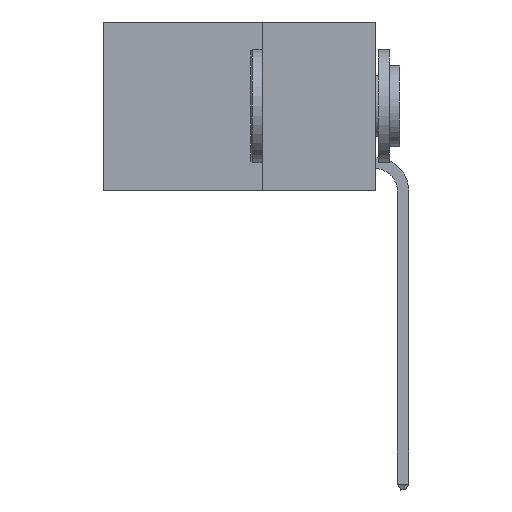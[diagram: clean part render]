
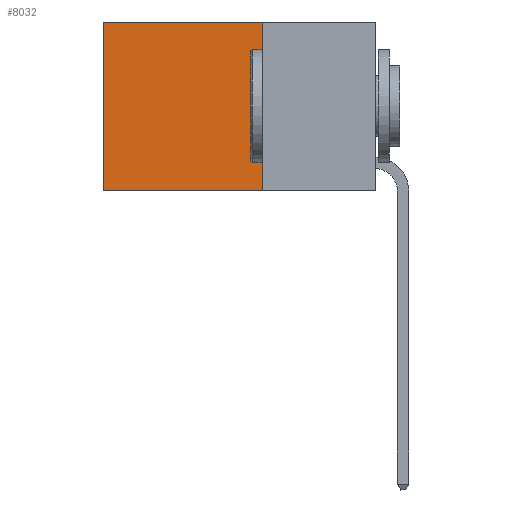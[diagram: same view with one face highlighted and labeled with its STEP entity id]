
A CAD part, left-side view. The second image highlights one B-rep face of the part: STEP entity #8032.
In plain terms, the highlighted planar face has unit normal (-1, 0, 0).
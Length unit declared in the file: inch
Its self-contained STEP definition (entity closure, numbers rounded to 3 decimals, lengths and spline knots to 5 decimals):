
#118 = VECTOR ( 'NONE', #17640, 39.37008 ) ;
#244 = EDGE_CURVE ( 'NONE', #16849, #10778, #17128, .T. ) ;
#633 = LINE ( 'NONE', #7567, #118 ) ;
#679 = EDGE_CURVE ( 'NONE', #9156, #16849, #12810, .T. ) ;
#1252 = VECTOR ( 'NONE', #3097, 39.37008 ) ;
#1809 = FACE_OUTER_BOUND ( 'NONE', #5380, .T. ) ;
#2655 = EDGE_CURVE ( 'NONE', #9156, #8523, #633, .T. ) ;
#2805 = CARTESIAN_POINT ( 'NONE',  ( 0.2625, 0.25, 0. ) ) ;
#2815 = ORIENTED_EDGE ( 'NONE', *, *, #15546, .T. ) ;
#3097 = DIRECTION ( 'NONE',  ( 0., 1., 0. ) ) ;
#3473 = DIRECTION ( 'NONE',  ( 0., 0., -1. ) ) ;
#3815 = AXIS2_PLACEMENT_3D ( 'NONE', #16222, #17602, #14538 ) ;
#4219 = CARTESIAN_POINT ( 'NONE',  ( 0.2625, 0.25, -0.37 ) ) ;
#4769 = LINE ( 'NONE', #10510, #15162 ) ;
#5127 = VECTOR ( 'NONE', #7115, 39.37008 ) ;
#5380 = EDGE_LOOP ( 'NONE', ( #2815, #14197, #18145, #8498 ) ) ;
#7115 = DIRECTION ( 'NONE',  ( 0., 0., -1. ) ) ;
#7567 = CARTESIAN_POINT ( 'NONE',  ( 0.2625, 0.25, 0. ) ) ;
#7722 = CARTESIAN_POINT ( 'NONE',  ( 0.2625, 0.25, 0. ) ) ;
#8032 = ADVANCED_FACE ( 'NONE', ( #1809 ), #13319, .F. ) ;
#8498 = ORIENTED_EDGE ( 'NONE', *, *, #2655, .T. ) ;
#8523 = VERTEX_POINT ( 'NONE', #16151 ) ;
#9156 = VERTEX_POINT ( 'NONE', #7722 ) ;
#10510 = CARTESIAN_POINT ( 'NONE',  ( 0.2625, 0.6, 0. ) ) ;
#10778 = VERTEX_POINT ( 'NONE', #12928 ) ;
#12810 = LINE ( 'NONE', #2805, #5127 ) ;
#12928 = CARTESIAN_POINT ( 'NONE',  ( 0.2625, 0.6, -0.37 ) ) ;
#13319 = PLANE ( 'NONE',  #3815 ) ;
#14197 = ORIENTED_EDGE ( 'NONE', *, *, #244, .F. ) ;
#14538 = DIRECTION ( 'NONE',  ( 0., 0., -1. ) ) ;
#15162 = VECTOR ( 'NONE', #3473, 39.37008 ) ;
#15546 = EDGE_CURVE ( 'NONE', #8523, #10778, #4769, .T. ) ;
#15669 = CARTESIAN_POINT ( 'NONE',  ( 0.2625, 0.25, -0.37 ) ) ;
#16151 = CARTESIAN_POINT ( 'NONE',  ( 0.2625, 0.6, 0. ) ) ;
#16222 = CARTESIAN_POINT ( 'NONE',  ( 0.2625, 0.25, 0. ) ) ;
#16849 = VERTEX_POINT ( 'NONE', #15669 ) ;
#17128 = LINE ( 'NONE', #4219, #1252 ) ;
#17602 = DIRECTION ( 'NONE',  ( 1., 0., 0. ) ) ;
#17640 = DIRECTION ( 'NONE',  ( 0., 1., 0. ) ) ;
#18145 = ORIENTED_EDGE ( 'NONE', *, *, #679, .F. ) ;
